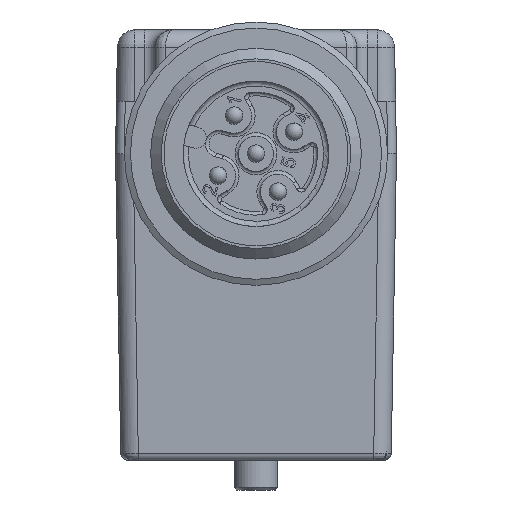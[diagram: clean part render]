
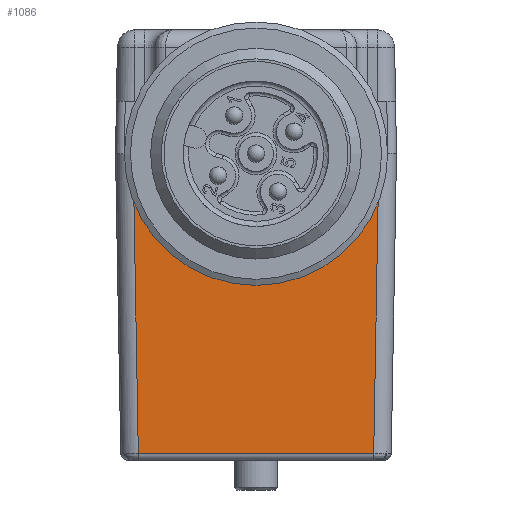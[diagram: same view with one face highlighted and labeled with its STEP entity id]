
A CAD part, front view. The second image highlights one B-rep face of the part: STEP entity #1086.
In plain terms, the highlighted planar face has unit normal (0, -1, -0.018).
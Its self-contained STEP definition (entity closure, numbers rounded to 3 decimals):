
#47=ELLIPSE('',#8727,6.351,6.35);
#463=FACE_OUTER_BOUND('',#2377,.T.);
#1086=ADVANCED_FACE('',(#463),#1400,.F.);
#1400=PLANE('',#8728);
#2377=EDGE_LOOP('',(#5195,#5196,#5197,#5198,#5199,#5200,#5201,#5202));
#2954=LINE('',#14698,#3582);
#2955=LINE('',#14700,#3583);
#2956=LINE('',#14702,#3584);
#2957=LINE('',#14704,#3585);
#2958=LINE('',#14706,#3586);
#2959=LINE('',#14708,#3587);
#2960=LINE('',#14710,#3588);
#3582=VECTOR('',#10381,1.);
#3583=VECTOR('',#10382,1.);
#3584=VECTOR('',#10383,1.);
#3585=VECTOR('',#10384,1.);
#3586=VECTOR('',#10385,1.);
#3587=VECTOR('',#10386,1.);
#3588=VECTOR('',#10387,1.);
#5195=ORIENTED_EDGE('',*,*,#7618,.T.);
#5196=ORIENTED_EDGE('',*,*,#7619,.T.);
#5197=ORIENTED_EDGE('',*,*,#7620,.T.);
#5198=ORIENTED_EDGE('',*,*,#7621,.T.);
#5199=ORIENTED_EDGE('',*,*,#7622,.T.);
#5200=ORIENTED_EDGE('',*,*,#7623,.T.);
#5201=ORIENTED_EDGE('',*,*,#7624,.T.);
#5202=ORIENTED_EDGE('',*,*,#7625,.T.);
#6647=VERTEX_POINT('',#14696);
#6648=VERTEX_POINT('',#14697);
#6649=VERTEX_POINT('',#14699);
#6650=VERTEX_POINT('',#14701);
#6651=VERTEX_POINT('',#14703);
#6652=VERTEX_POINT('',#14705);
#6653=VERTEX_POINT('',#14707);
#6654=VERTEX_POINT('',#14709);
#7618=EDGE_CURVE('',#6647,#6648,#47,.T.);
#7619=EDGE_CURVE('',#6648,#6649,#2954,.T.);
#7620=EDGE_CURVE('',#6649,#6650,#2955,.T.);
#7621=EDGE_CURVE('',#6650,#6651,#2956,.T.);
#7622=EDGE_CURVE('',#6651,#6652,#2957,.T.);
#7623=EDGE_CURVE('',#6652,#6653,#2958,.T.);
#7624=EDGE_CURVE('',#6653,#6654,#2959,.T.);
#7625=EDGE_CURVE('',#6654,#6647,#2960,.T.);
#8727=AXIS2_PLACEMENT_3D('',#14695,#10379,#10380);
#8728=AXIS2_PLACEMENT_3D('',#14711,#10388,#10389);
#10379=DIRECTION('',(0.,1.,0.017));
#10380=DIRECTION('',(0.,0.017,-1.));
#10381=DIRECTION('',(0.,-0.017,1.));
#10382=DIRECTION('',(-1.,0.,0.));
#10383=DIRECTION('',(0.017,0.017,-1.));
#10384=DIRECTION('',(1.,0.,0.));
#10385=DIRECTION('',(0.017,-0.017,1.));
#10386=DIRECTION('',(-1.,0.,0.));
#10387=DIRECTION('',(0.,0.017,-1.));
#10388=DIRECTION('',(0.,1.,0.017));
#10389=DIRECTION('',(0.,0.017,-1.));
#14695=CARTESIAN_POINT('',(0.,-7.984,14.86));
#14696=CARTESIAN_POINT('',(6.35,-7.984,14.86));
#14697=CARTESIAN_POINT('',(-6.35,-7.984,14.86));
#14698=CARTESIAN_POINT('',(-6.35,-8.127,22.999));
#14699=CARTESIAN_POINT('',(-6.35,-8.,15.75));
#14700=CARTESIAN_POINT('',(-5.75,-8.,15.75));
#14701=CARTESIAN_POINT('',(-7.,-8.,15.75));
#14702=CARTESIAN_POINT('',(-6.696,-7.696,-1.683));
#14703=CARTESIAN_POINT('',(-6.702,-7.702,-1.307));
#14704=CARTESIAN_POINT('',(8.,-7.702,-1.307));
#14705=CARTESIAN_POINT('',(6.702,-7.702,-1.307));
#14706=CARTESIAN_POINT('',(7.,-8.,15.767));
#14707=CARTESIAN_POINT('',(7.,-8.,15.75));
#14708=CARTESIAN_POINT('',(7.5,-8.,15.75));
#14709=CARTESIAN_POINT('',(6.35,-8.,15.75));
#14710=CARTESIAN_POINT('',(6.35,-8.127,22.999));
#14711=CARTESIAN_POINT('',(8.,-8.127,22.999));
